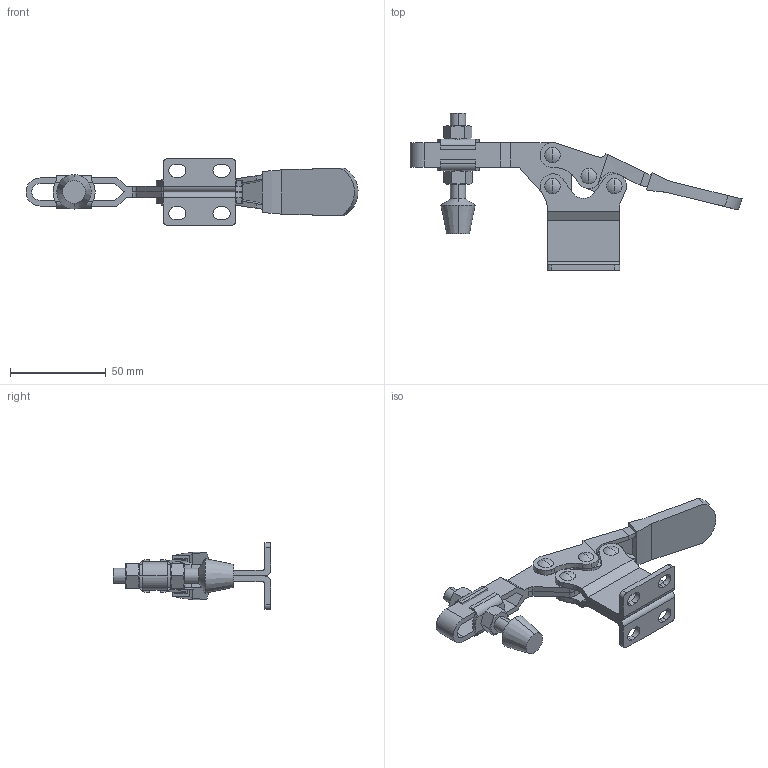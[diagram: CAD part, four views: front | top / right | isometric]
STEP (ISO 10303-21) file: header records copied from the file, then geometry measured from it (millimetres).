
FILE_DESCRIPTION (( 'STEP AP214' ), '1' );
FILE_NAME ('GH-225-DHB(Â²¤Æ)-1.STEP', '2020-07-17T06:23:15', ( 'LinWei' ), ( '' ), 'SwSTEP 2.0', 'SolidWorks 2016', '' );
FILE_SCHEMA (( 'AUTOMOTIVE_DESIGN' ));
Length unit declared in the file: millimetre
Products named in the file (6): Group1^GH-225-DHB(簡化); 1225D08-1^GH-225-DHB(簡化)-1; 1225D05-1^GH-225-DHB(簡化)-1; Group5^GH-225-DHB(簡化)-1; Group1^GH-225-DHB(簡化)-1; GH-225-DHB(簡化)-1
Assembly tree (5 placements, depth 2):
  GH-225-DHB(簡化)-1
    Group1^GH-225-DHB(簡化)-1
    Group5^GH-225-DHB(簡化)-1
    1225D05-1^GH-225-DHB(簡化)-1
    1225D08-1^GH-225-DHB(簡化)-1
    Group1^GH-225-DHB(簡化)
Bounding box: 173.54 x 82.2 x 35 mm (x, y, z)
Volume: 31934.9 mm3; surface area: 28818.5 mm2
Topology: 4 solids, 7 shells, 297 faces, 800 edges, 530 vertices
Faces by surface type: cylinder 138, plane 132, cone 12, sphere 8, bspline 7
Entity records: 11057 total; most frequent: CARTESIAN_POINT 2489, ORIENTED_EDGE 1594, DIRECTION 1582, EDGE_CURVE 800, AXIS2_PLACEMENT_3D 583, VERTEX_POINT 530, LINE 416, VECTOR 416
